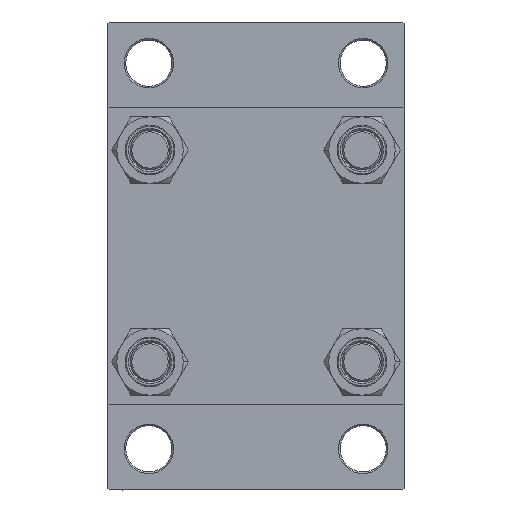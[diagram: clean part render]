
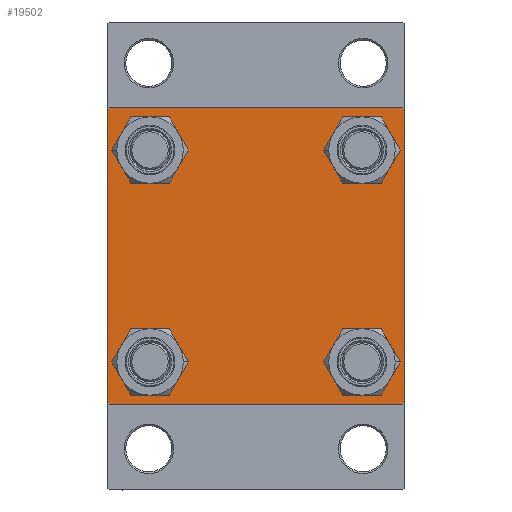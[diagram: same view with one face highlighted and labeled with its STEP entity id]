
A CAD part, left-side view. The second image highlights one B-rep face of the part: STEP entity #19502.
In plain terms, the highlighted planar face has unit normal (-1, 0, 0).
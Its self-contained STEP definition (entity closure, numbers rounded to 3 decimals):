
#68 = ORIENTED_EDGE ( 'NONE', *, *, #19108, .F. ) ;
#115 = EDGE_CURVE ( 'NONE', #35433, #42366, #45481, .T. ) ;
#385 = ORIENTED_EDGE ( 'NONE', *, *, #9781, .F. ) ;
#389 = CIRCLE ( 'NONE', #31026, 6.5 ) ;
#561 = VERTEX_POINT ( 'NONE', #2597 ) ;
#810 = DIRECTION ( 'NONE',  ( 1., 0., 0. ) ) ;
#1129 = EDGE_CURVE ( 'NONE', #26400, #561, #2654, .T. ) ;
#1329 = VERTEX_POINT ( 'NONE', #9089 ) ;
#1610 = AXIS2_PLACEMENT_3D ( 'NONE', #19855, #44810, #41232 ) ;
#2597 = CARTESIAN_POINT ( 'NONE',  ( 0., 45., -44.5 ) ) ;
#2654 = LINE ( 'NONE', #6486, #16406 ) ;
#2705 = ORIENTED_EDGE ( 'NONE', *, *, #15069, .T. ) ;
#3567 = EDGE_CURVE ( 'NONE', #21949, #21168, #41768, .T. ) ;
#3783 = CARTESIAN_POINT ( 'NONE',  ( 0., -32.15, -32.15 ) ) ;
#4533 = VECTOR ( 'NONE', #40222, 1000. ) ;
#4692 = DIRECTION ( 'NONE',  ( 1., 0., 0. ) ) ;
#4976 = CIRCLE ( 'NONE', #8060, 6.5 ) ;
#5185 = CARTESIAN_POINT ( 'NONE',  ( 0., 32.15, 32.15 ) ) ;
#5216 = PLANE ( 'NONE',  #1610 ) ;
#5341 = CARTESIAN_POINT ( 'NONE',  ( 0., 44.75, -44.75 ) ) ;
#5659 = CARTESIAN_POINT ( 'NONE',  ( 0., -45., 45. ) ) ;
#5806 = CARTESIAN_POINT ( 'NONE',  ( 0., 45., 45. ) ) ;
#6306 = CARTESIAN_POINT ( 'NONE',  ( 0., -44.75, -44.75 ) ) ;
#6486 = CARTESIAN_POINT ( 'NONE',  ( 0., 45., 45. ) ) ;
#6592 = ORIENTED_EDGE ( 'NONE', *, *, #22162, .T. ) ;
#6741 = ORIENTED_EDGE ( 'NONE', *, *, #3567, .T. ) ;
#7008 = CIRCLE ( 'NONE', #37690, 6.5 ) ;
#7195 = CARTESIAN_POINT ( 'NONE',  ( 0., -32.15, 38.65 ) ) ;
#7732 = VECTOR ( 'NONE', #38945, 1000. ) ;
#7734 = CARTESIAN_POINT ( 'NONE',  ( 0., 45., -45. ) ) ;
#7983 = CARTESIAN_POINT ( 'NONE',  ( 0., 32.15, -32.15 ) ) ;
#8060 = AXIS2_PLACEMENT_3D ( 'NONE', #19638, #34285, #19879 ) ;
#8098 = FACE_BOUND ( 'NONE', #16768, .T. ) ;
#8425 = CARTESIAN_POINT ( 'NONE',  ( 0., 32.15, -32.15 ) ) ;
#8813 = CARTESIAN_POINT ( 'NONE',  ( 0., -44.5, 45. ) ) ;
#9089 = CARTESIAN_POINT ( 'NONE',  ( 0., -32.15, 25.65 ) ) ;
#9781 = EDGE_CURVE ( 'NONE', #27562, #29565, #23894, .T. ) ;
#10204 = EDGE_LOOP ( 'NONE', ( #6592, #32741 ) ) ;
#10240 = EDGE_LOOP ( 'NONE', ( #16022, #41844, #44127, #19661, #385, #10376, #68, #36511 ) ) ;
#10376 = ORIENTED_EDGE ( 'NONE', *, *, #32717, .T. ) ;
#10449 = CARTESIAN_POINT ( 'NONE',  ( 0., 44.5, -45. ) ) ;
#11350 = LINE ( 'NONE', #7734, #32015 ) ;
#11829 = DIRECTION ( 'NONE',  ( 0., 0., 1. ) ) ;
#12325 = CIRCLE ( 'NONE', #22288, 6.5 ) ;
#12704 = EDGE_CURVE ( 'NONE', #561, #25784, #45171, .T. ) ;
#12804 = VERTEX_POINT ( 'NONE', #26707 ) ;
#14576 = CARTESIAN_POINT ( 'NONE',  ( 0., -32.15, 32.15 ) ) ;
#14808 = DIRECTION ( 'NONE',  ( 0., 0., 1. ) ) ;
#14911 = VECTOR ( 'NONE', #28200, 1000. ) ;
#15069 = EDGE_CURVE ( 'NONE', #21168, #21949, #47380, .T. ) ;
#15239 = CARTESIAN_POINT ( 'NONE',  ( 0., 32.15, -38.65 ) ) ;
#15659 = DIRECTION ( 'NONE',  ( 0., -0.707, -0.707 ) ) ;
#16022 = ORIENTED_EDGE ( 'NONE', *, *, #1129, .T. ) ;
#16406 = VECTOR ( 'NONE', #39153, 1000. ) ;
#16768 = EDGE_LOOP ( 'NONE', ( #26495, #22370 ) ) ;
#17479 = VECTOR ( 'NONE', #20303, 1000. ) ;
#17850 = EDGE_CURVE ( 'NONE', #47103, #26400, #40450, .T. ) ;
#18180 = VECTOR ( 'NONE', #15659, 1000. ) ;
#18575 = ORIENTED_EDGE ( 'NONE', *, *, #19426, .T. ) ;
#18842 = CARTESIAN_POINT ( 'NONE',  ( 0., 44.75, 44.75 ) ) ;
#18953 = CARTESIAN_POINT ( 'NONE',  ( 0., 32.15, 25.65 ) ) ;
#19108 = EDGE_CURVE ( 'NONE', #47103, #33405, #24992, .T. ) ;
#19255 = DIRECTION ( 'NONE',  ( 0., -1., 0. ) ) ;
#19313 = CARTESIAN_POINT ( 'NONE',  ( 0., -32.15, 32.15 ) ) ;
#19426 = EDGE_CURVE ( 'NONE', #23362, #31892, #12325, .T. ) ;
#19502 = ADVANCED_FACE ( 'NONE', ( #23693, #37874, #8098, #45290, #19614 ), #5216, .T. ) ;
#19614 = FACE_OUTER_BOUND ( 'NONE', #10240, .T. ) ;
#19638 = CARTESIAN_POINT ( 'NONE',  ( 0., -32.15, -32.15 ) ) ;
#19661 = ORIENTED_EDGE ( 'NONE', *, *, #24344, .T. ) ;
#19855 = CARTESIAN_POINT ( 'NONE',  ( 0., 0., 0. ) ) ;
#19879 = DIRECTION ( 'NONE',  ( 0., 0., 1. ) ) ;
#20303 = DIRECTION ( 'NONE',  ( 0., 0., -1. ) ) ;
#21168 = VERTEX_POINT ( 'NONE', #18953 ) ;
#21949 = VERTEX_POINT ( 'NONE', #46884 ) ;
#22162 = EDGE_CURVE ( 'NONE', #41716, #1329, #23879, .T. ) ;
#22288 = AXIS2_PLACEMENT_3D ( 'NONE', #3783, #40530, #29483 ) ;
#22370 = ORIENTED_EDGE ( 'NONE', *, *, #32829, .T. ) ;
#22519 = EDGE_CURVE ( 'NONE', #1329, #41716, #7008, .T. ) ;
#22870 = ORIENTED_EDGE ( 'NONE', *, *, #33968, .T. ) ;
#23299 = DIRECTION ( 'NONE',  ( 0., 0., 1. ) ) ;
#23362 = VERTEX_POINT ( 'NONE', #47331 ) ;
#23693 = FACE_BOUND ( 'NONE', #10204, .T. ) ;
#23841 = DIRECTION ( 'NONE',  ( 0., -0.707, 0.707 ) ) ;
#23879 = CIRCLE ( 'NONE', #34626, 6.5 ) ;
#23894 = LINE ( 'NONE', #5659, #17479 ) ;
#24344 = EDGE_CURVE ( 'NONE', #12804, #29565, #24555, .T. ) ;
#24555 = LINE ( 'NONE', #6306, #44647 ) ;
#24904 = AXIS2_PLACEMENT_3D ( 'NONE', #41857, #34891, #31047 ) ;
#24992 = LINE ( 'NONE', #5806, #7732 ) ;
#25784 = VERTEX_POINT ( 'NONE', #10449 ) ;
#26400 = VERTEX_POINT ( 'NONE', #30860 ) ;
#26495 = ORIENTED_EDGE ( 'NONE', *, *, #115, .T. ) ;
#26707 = CARTESIAN_POINT ( 'NONE',  ( 0., -44.5, -45. ) ) ;
#26851 = CARTESIAN_POINT ( 'NONE',  ( 0., -45., 44.5 ) ) ;
#27562 = VERTEX_POINT ( 'NONE', #26851 ) ;
#28200 = DIRECTION ( 'NONE',  ( 0., 0.707, 0.707 ) ) ;
#29406 = CARTESIAN_POINT ( 'NONE',  ( 0., 32.15, -25.65 ) ) ;
#29483 = DIRECTION ( 'NONE',  ( 0., 0., 1. ) ) ;
#29565 = VERTEX_POINT ( 'NONE', #43005 ) ;
#30348 = CARTESIAN_POINT ( 'NONE',  ( 0., -32.15, -25.65 ) ) ;
#30608 = EDGE_LOOP ( 'NONE', ( #6741, #2705 ) ) ;
#30860 = CARTESIAN_POINT ( 'NONE',  ( 0., 45., 44.5 ) ) ;
#31026 = AXIS2_PLACEMENT_3D ( 'NONE', #7983, #810, #11829 ) ;
#31047 = DIRECTION ( 'NONE',  ( 0., 0., 1. ) ) ;
#31892 = VERTEX_POINT ( 'NONE', #30348 ) ;
#32015 = VECTOR ( 'NONE', #19255, 1000. ) ;
#32352 = DIRECTION ( 'NONE',  ( 1., 0., 0. ) ) ;
#32717 = EDGE_CURVE ( 'NONE', #27562, #33405, #43532, .T. ) ;
#32741 = ORIENTED_EDGE ( 'NONE', *, *, #22519, .T. ) ;
#32829 = EDGE_CURVE ( 'NONE', #42366, #35433, #389, .T. ) ;
#33234 = DIRECTION ( 'NONE',  ( 0., 0., 1. ) ) ;
#33405 = VERTEX_POINT ( 'NONE', #8813 ) ;
#33968 = EDGE_CURVE ( 'NONE', #31892, #23362, #4976, .T. ) ;
#34285 = DIRECTION ( 'NONE',  ( 1., 0., 0. ) ) ;
#34626 = AXIS2_PLACEMENT_3D ( 'NONE', #14576, #32352, #14808 ) ;
#34891 = DIRECTION ( 'NONE',  ( 1., 0., 0. ) ) ;
#35433 = VERTEX_POINT ( 'NONE', #29406 ) ;
#36511 = ORIENTED_EDGE ( 'NONE', *, *, #17850, .T. ) ;
#36705 = CARTESIAN_POINT ( 'NONE',  ( 0., 44.5, 45. ) ) ;
#37690 = AXIS2_PLACEMENT_3D ( 'NONE', #19313, #40699, #33234 ) ;
#37874 = FACE_BOUND ( 'NONE', #40883, .T. ) ;
#38565 = DIRECTION ( 'NONE',  ( 0., 0., 1. ) ) ;
#38945 = DIRECTION ( 'NONE',  ( 0., -1., 0. ) ) ;
#39153 = DIRECTION ( 'NONE',  ( 0., 0., -1. ) ) ;
#40222 = DIRECTION ( 'NONE',  ( 0., 0.707, -0.707 ) ) ;
#40450 = LINE ( 'NONE', #18842, #4533 ) ;
#40530 = DIRECTION ( 'NONE',  ( 1., 0., 0. ) ) ;
#40699 = DIRECTION ( 'NONE',  ( 1., 0., 0. ) ) ;
#40883 = EDGE_LOOP ( 'NONE', ( #22870, #18575 ) ) ;
#41232 = DIRECTION ( 'NONE',  ( 0., 0., 1. ) ) ;
#41716 = VERTEX_POINT ( 'NONE', #7195 ) ;
#41768 = CIRCLE ( 'NONE', #24904, 6.5 ) ;
#41844 = ORIENTED_EDGE ( 'NONE', *, *, #12704, .T. ) ;
#41857 = CARTESIAN_POINT ( 'NONE',  ( 0., 32.15, 32.15 ) ) ;
#42366 = VERTEX_POINT ( 'NONE', #15239 ) ;
#42445 = AXIS2_PLACEMENT_3D ( 'NONE', #8425, #44662, #23299 ) ;
#43005 = CARTESIAN_POINT ( 'NONE',  ( 0., -45., -44.5 ) ) ;
#43192 = EDGE_CURVE ( 'NONE', #25784, #12804, #11350, .T. ) ;
#43296 = CARTESIAN_POINT ( 'NONE',  ( 0., -44.75, 44.75 ) ) ;
#43532 = LINE ( 'NONE', #43296, #14911 ) ;
#44127 = ORIENTED_EDGE ( 'NONE', *, *, #43192, .T. ) ;
#44647 = VECTOR ( 'NONE', #23841, 1000. ) ;
#44662 = DIRECTION ( 'NONE',  ( 1., 0., 0. ) ) ;
#44810 = DIRECTION ( 'NONE',  ( -1., 0., 0. ) ) ;
#45171 = LINE ( 'NONE', #5341, #18180 ) ;
#45290 = FACE_BOUND ( 'NONE', #30608, .T. ) ;
#45481 = CIRCLE ( 'NONE', #42445, 6.5 ) ;
#46582 = AXIS2_PLACEMENT_3D ( 'NONE', #5185, #4692, #38565 ) ;
#46884 = CARTESIAN_POINT ( 'NONE',  ( 0., 32.15, 38.65 ) ) ;
#47103 = VERTEX_POINT ( 'NONE', #36705 ) ;
#47331 = CARTESIAN_POINT ( 'NONE',  ( 0., -32.15, -38.65 ) ) ;
#47380 = CIRCLE ( 'NONE', #46582, 6.5 ) ;
